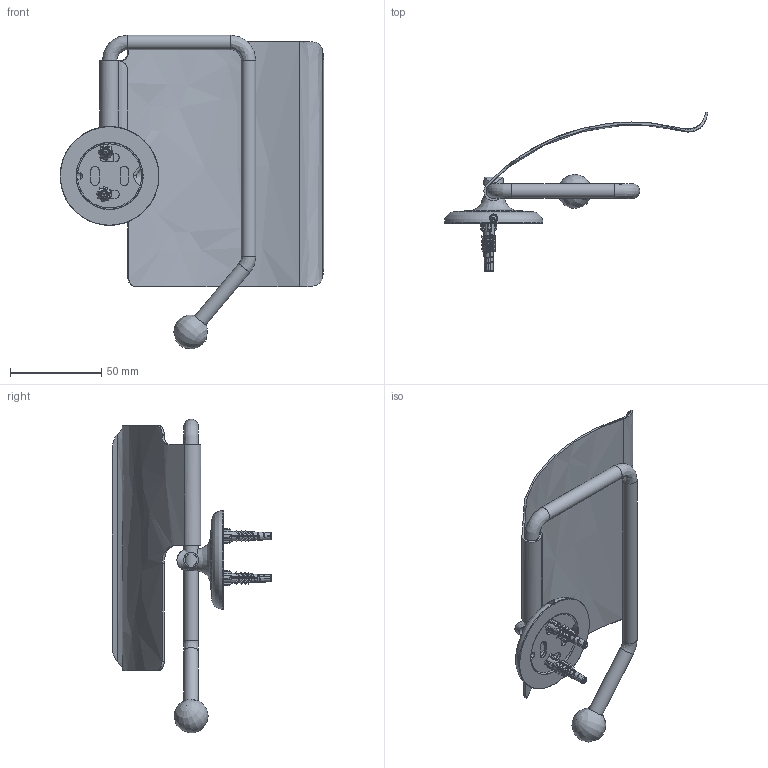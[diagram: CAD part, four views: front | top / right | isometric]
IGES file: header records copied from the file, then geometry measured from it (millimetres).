
Global section: file name: N1037C; native system: Autodesk Inventor 2018; preprocessor: unknown; author: sbajwa; date: 20190705.122333; units: millimetre
Bounding box: 144.13 x 87.15 x 171.51 mm (x, y, z)
Volume: 52981.3 mm3; surface area: 57673.6 mm2
Topology: 10 solids, 10 shells, 591 faces, 1749 edges, 1162 vertices
Faces by surface type: bspline 591
